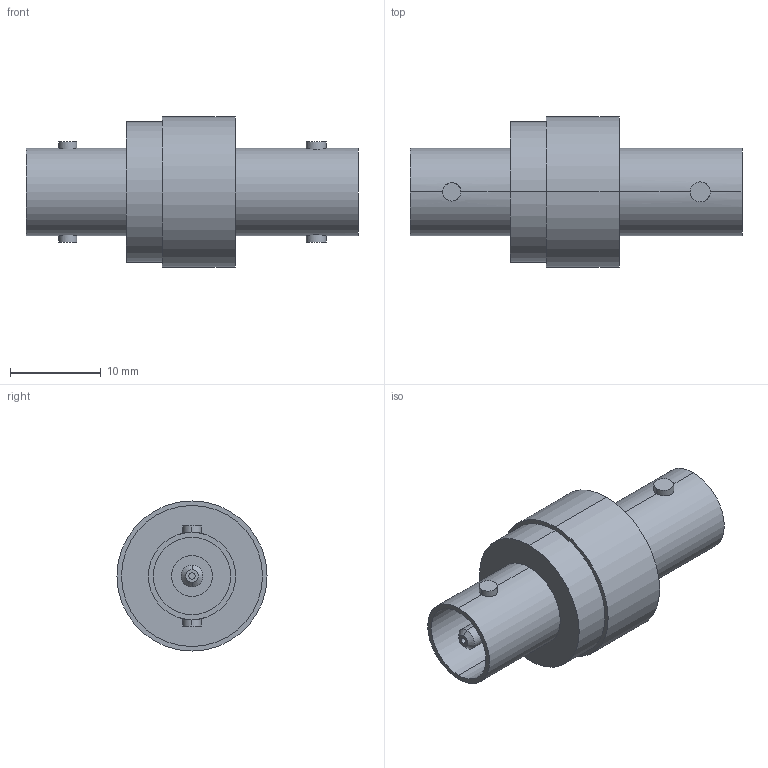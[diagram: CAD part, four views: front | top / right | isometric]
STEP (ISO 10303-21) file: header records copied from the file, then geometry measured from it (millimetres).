
FILE_DESCRIPTION (( 'STEP AP214' ), '1' );
FILE_NAME ('242-BNCDF50.STEP', '2014-03-10T10:13:24', ( 'allectra' ), ( 'Microsoft' ), 'SwSTEP 2.0', 'SolidWorks 2013', '' );
FILE_SCHEMA (( 'AUTOMOTIVE_DESIGN' ));
Length unit declared in the file: millimetre
Products named in the file (3): 9242-BNCDF50-IFW-2; 9242-BNCDF50-IFW-1; 242-BNCDF50
Assembly tree (2 placements, depth 2):
  242-BNCDF50
    9242-BNCDF50-IFW-1
    9242-BNCDF50-IFW-2
Bounding box: 36.5 x 16.5 x 16.5 mm (x, y, z)
Volume: 1980 mm3; surface area: 3516.6 mm2
Topology: 2 solids, 2 shells, 58 faces, 118 edges, 74 vertices
Faces by surface type: cylinder 34, plane 18, cone 4, torus 2
Entity records: 1838 total; most frequent: CARTESIAN_POINT 391, DIRECTION 304, ORIENTED_EDGE 236, AXIS2_PLACEMENT_3D 131, EDGE_CURVE 118, VERTEX_POINT 74, EDGE_LOOP 70, CIRCLE 68
